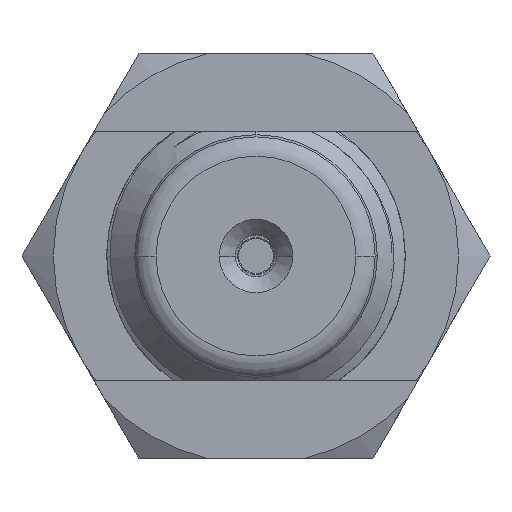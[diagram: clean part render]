
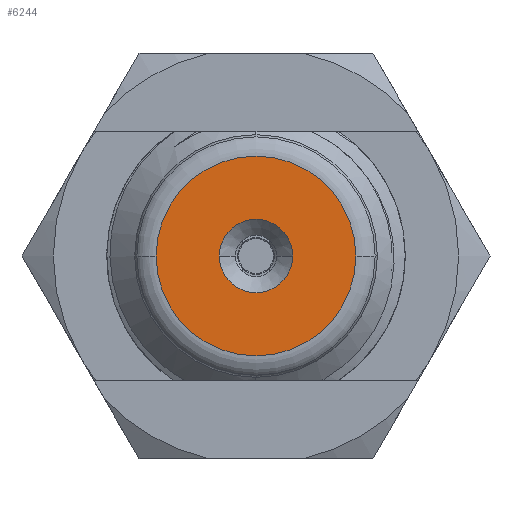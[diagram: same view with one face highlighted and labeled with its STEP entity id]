
A CAD part, left-side view. The second image highlights one B-rep face of the part: STEP entity #6244.
In plain terms, the highlighted planar face has unit normal (-1, 0, 0).
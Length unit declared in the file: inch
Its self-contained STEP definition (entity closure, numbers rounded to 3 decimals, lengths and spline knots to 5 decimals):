
#1=CARTESIAN_POINT('',(0.,0.,0.));
#2=DIRECTION('',(1.,0.,0.));
#3=DIRECTION('',(0.,1.,0.));
#4=AXIS2_PLACEMENT_3D('',#1,#2,#3);
#6=CARTESIAN_POINT('',(0.,0.,0.));
#7=DIRECTION('',(1.,0.,0.));
#8=DIRECTION('',(0.,-1.,0.));
#9=AXIS2_PLACEMENT_3D('',#6,#7,#8);
#5126=CARTESIAN_POINT('',(0.,0.,0.));
#5127=DIRECTION('',(1.,0.,0.));
#5128=DIRECTION('',(0.,1.,0.));
#5129=AXIS2_PLACEMENT_3D('',#5126,#5127,#5128);
#5139=CARTESIAN_POINT('',(0.,0.,0.));
#5140=DIRECTION('',(-1.,0.,0.));
#5141=DIRECTION('',(0.,1.,0.));
#5142=AXIS2_PLACEMENT_3D('',#5139,#5140,#5141);
#5460=CARTESIAN_POINT('',(0.,0.04528,0.));
#5462=VERTEX_POINT('',#5460);
#5466=CARTESIAN_POINT('',(0.,-0.04528,0.));
#5468=VERTEX_POINT('',#5466);
#6195=CARTESIAN_POINT('',(0.,0.12323,0.));
#6196=CARTESIAN_POINT('',(0.,-0.12323,0.));
#6197=VERTEX_POINT('',#6195);
#6198=VERTEX_POINT('',#6196);
#6227=CARTESIAN_POINT('',(0.,0.,0.));
#6228=DIRECTION('',(1.,0.,0.));
#6229=DIRECTION('',(0.,-1.,0.));
#6230=AXIS2_PLACEMENT_3D('',#6227,#6228,#6229);
#6231=PLANE('',#6230);
#6233=ORIENTED_EDGE('',*,*,#6232,.T.);
#6235=ORIENTED_EDGE('',*,*,#6234,.T.);
#6236=EDGE_LOOP('',(#6233,#6235));
#6237=FACE_OUTER_BOUND('',#6236,.F.);
#6239=ORIENTED_EDGE('',*,*,#6238,.F.);
#6241=ORIENTED_EDGE('',*,*,#6240,.T.);
#6242=EDGE_LOOP('',(#6239,#6241));
#6243=FACE_BOUND('',#6242,.F.);
#6244=ADVANCED_FACE('',(#6237,#6243),#6231,.F.);
#5=CIRCLE('',#4,0.12323);
#10=CIRCLE('',#9,0.12323);
#5130=CIRCLE('',#5129,0.04528);
#5143=CIRCLE('',#5142,0.04528);
#6232=EDGE_CURVE('',#6197,#6198,#5,.T.);
#6234=EDGE_CURVE('',#6198,#6197,#10,.T.);
#6238=EDGE_CURVE('',#5462,#5468,#5130,.T.);
#6240=EDGE_CURVE('',#5462,#5468,#5143,.T.);
